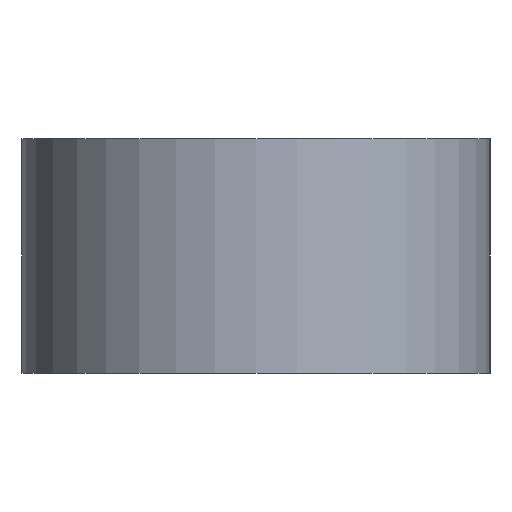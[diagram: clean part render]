
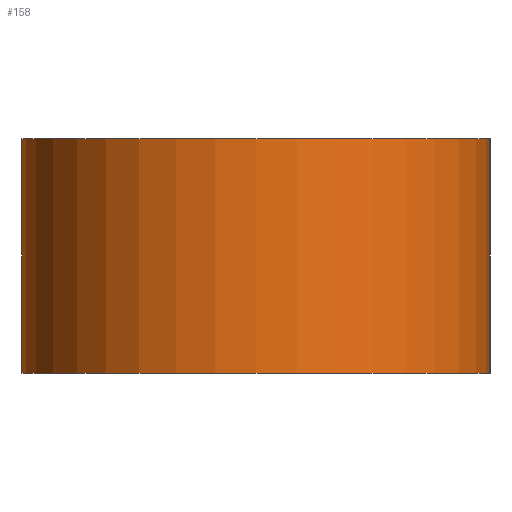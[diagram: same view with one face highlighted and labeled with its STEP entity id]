
A CAD part, front view. The second image highlights one B-rep face of the part: STEP entity #158.
In plain terms, the highlighted cylindrical face has radius 3.175 mm (diameter 6.35 mm), a partial arc.
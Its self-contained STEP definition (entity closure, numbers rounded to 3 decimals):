
#106=CARTESIAN_POINT('Vertex',(-3.175,-14.16,0.)) ;
#109=CARTESIAN_POINT('Line Origine',(-3.175,-14.16,1.588)) ;
#113=CARTESIAN_POINT('Vertex',(-3.175,-14.16,3.175)) ;
#128=CARTESIAN_POINT('Axis2P3D Location',(0.,-14.161,1.588)) ;
#133=CARTESIAN_POINT('Axis2P3D Location',(0.,-14.161,0.)) ;
#137=CARTESIAN_POINT('Vertex',(3.175,-14.16,0.)) ;
#140=CARTESIAN_POINT('Line Origine',(3.175,-14.16,1.588)) ;
#144=CARTESIAN_POINT('Vertex',(3.175,-14.16,3.175)) ;
#147=CARTESIAN_POINT('Axis2P3D Location',(0.,-14.161,3.175)) ;
#111=VECTOR('Line Direction',#110,1.) ;
#142=VECTOR('Line Direction',#141,1.) ;
#110=DIRECTION('Vector Direction',(0.,0.,1.)) ;
#129=DIRECTION('Axis2P3D Direction',(0.,0.,1.)) ;
#130=DIRECTION('Axis2P3D XDirection',(-1.,0.,0.)) ;
#134=DIRECTION('Axis2P3D Direction',(0.,0.,1.)) ;
#141=DIRECTION('Vector Direction',(0.,0.,1.)) ;
#148=DIRECTION('Axis2P3D Direction',(0.,0.,1.)) ;
#131=AXIS2_PLACEMENT_3D('Cylinder Axis2P3D',#128,#129,#130) ;
#135=AXIS2_PLACEMENT_3D('Circle Axis2P3D',#133,#134,$) ;
#149=AXIS2_PLACEMENT_3D('Circle Axis2P3D',#147,#148,$) ;
#112=LINE('Line',#109,#111) ;
#143=LINE('Line',#140,#142) ;
#136=CIRCLE('generated circle',#135,3.175) ;
#150=CIRCLE('generated circle',#149,3.175) ;
#132=CYLINDRICAL_SURFACE('generated cylinder',#131,3.175) ;
#115=EDGE_CURVE('',#107,#114,#112,.T.) ;
#139=EDGE_CURVE('',#107,#138,#136,.T.) ;
#146=EDGE_CURVE('',#138,#145,#143,.T.) ;
#151=EDGE_CURVE('',#114,#145,#150,.T.) ;
#153=ORIENTED_EDGE('',*,*,#115,.F.) ;
#154=ORIENTED_EDGE('',*,*,#139,.T.) ;
#155=ORIENTED_EDGE('',*,*,#146,.T.) ;
#156=ORIENTED_EDGE('',*,*,#151,.F.) ;
#152=EDGE_LOOP('',(#153,#154,#155,#156)) ;
#107=VERTEX_POINT('',#106) ;
#114=VERTEX_POINT('',#113) ;
#138=VERTEX_POINT('',#137) ;
#145=VERTEX_POINT('',#144) ;
#158=ADVANCED_FACE('PartBody',(#157),#132,.T.) ;
#157=FACE_OUTER_BOUND('',#152,.T.) ;
